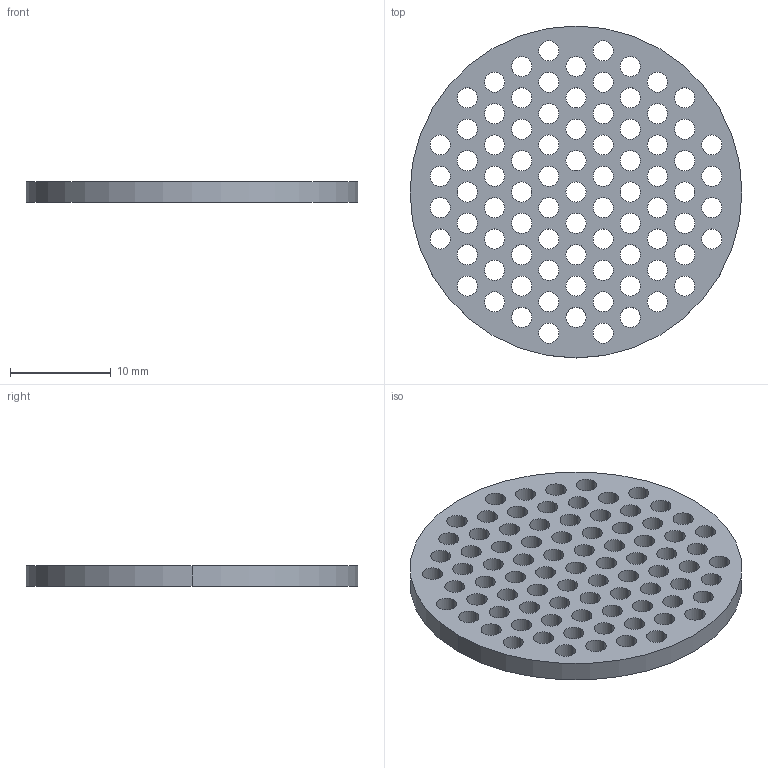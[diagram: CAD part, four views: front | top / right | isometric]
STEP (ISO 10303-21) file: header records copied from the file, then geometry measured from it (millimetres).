
FILE_DESCRIPTION(/* description */ (''),/* implementation_level */ '2;1');
FILE_NAME(/* name */ 'iron-PDMS insert mold',/* time_stamp */ '2025-06-25T00:08:25-04:00',/* author */ (''),/* organization */ (''),/* preprocessor_version */ 'ST-DEVELOPER v19.2',/* originating_system */ 'Rhino 8.20',/* authorisation */ '');
FILE_SCHEMA (('CONFIG_CONTROL_DESIGN'));
Length unit declared in the file: millimetre
Products named in the file (1): Document
Bounding box: 33 x 33 x 2 mm (x, y, z)
Volume: 1176.5 mm3; surface area: 2452 mm2
Topology: 1 solids, 1 shells, 174 faces, 516 edges, 344 vertices
Faces by surface type: cylinder 172, plane 2
Entity records: 7156 total; most frequent: CARTESIAN_POINT 1896, ORIENTED_EDGE 1032, DIRECTION 866, AXIS2_PLACEMENT_3D 520, EDGE_CURVE 516, EDGE_LOOP 344, TRIMMED_CURVE 344, CIRCLE 344
